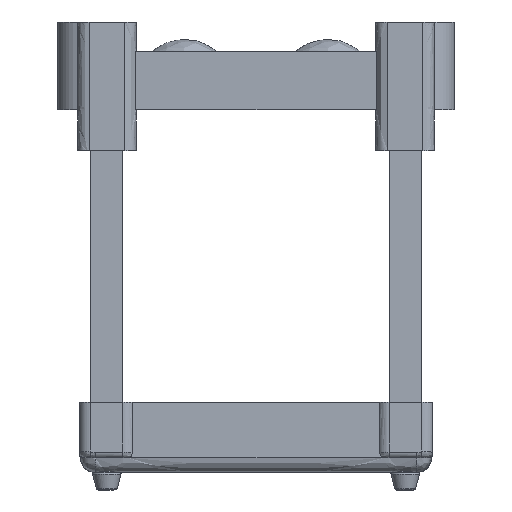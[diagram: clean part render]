
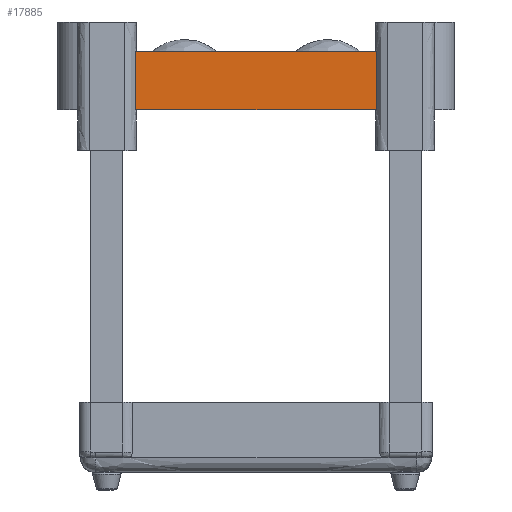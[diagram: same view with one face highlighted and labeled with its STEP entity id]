
A CAD part, left-side view. The second image highlights one B-rep face of the part: STEP entity #17885.
In plain terms, the highlighted free-form (B-spline) face has degree [1, 1] with [2, 2] control points.
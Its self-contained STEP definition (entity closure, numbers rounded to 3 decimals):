
#15789 = VERTEX_POINT('',#15790);
#15790 = CARTESIAN_POINT('',(-28.172,58.807,
    -102.718));
#15796 = EDGE_CURVE('',#15797,#15789,#15799,.T.);
#15797 = VERTEX_POINT('',#15798);
#15798 = CARTESIAN_POINT('',(-28.172,104.028,
    -102.718));
#15799 = B_SPLINE_CURVE_WITH_KNOTS('',1,(#15800,#15801),.UNSPECIFIED.,
  .F.,.F.,(2,2),(0.,41.127),.PIECEWISE_BEZIER_KNOTS.);
#15800 = CARTESIAN_POINT('',(-28.172,104.028,
    -102.718));
#15801 = CARTESIAN_POINT('',(-28.172,58.807,
    -102.718));
#17692 = VERTEX_POINT('',#17693);
#17693 = CARTESIAN_POINT('',(-28.172,58.807,
    -91.723));
#17699 = EDGE_CURVE('',#15789,#17692,#17700,.T.);
#17700 = B_SPLINE_CURVE_WITH_KNOTS('',1,(#17701,#17702),.UNSPECIFIED.,
  .F.,.F.,(2,2),(0.,10.),.PIECEWISE_BEZIER_KNOTS.);
#17701 = CARTESIAN_POINT('',(-28.172,58.807,
    -102.718));
#17702 = CARTESIAN_POINT('',(-28.172,58.807,
    -91.723));
#17733 = EDGE_CURVE('',#17734,#15797,#17736,.T.);
#17734 = VERTEX_POINT('',#17735);
#17735 = CARTESIAN_POINT('',(-28.172,104.028,
    -91.723));
#17736 = B_SPLINE_CURVE_WITH_KNOTS('',1,(#17737,#17738),.UNSPECIFIED.,
  .F.,.F.,(2,2),(0.,10.),.PIECEWISE_BEZIER_KNOTS.);
#17737 = CARTESIAN_POINT('',(-28.172,104.028,
    -91.723));
#17738 = CARTESIAN_POINT('',(-28.172,104.028,
    -102.718));
#17875 = EDGE_CURVE('',#17692,#17734,#17876,.T.);
#17876 = B_SPLINE_CURVE_WITH_KNOTS('',1,(#17877,#17878),.UNSPECIFIED.,
  .F.,.F.,(2,2),(0.,41.127),.PIECEWISE_BEZIER_KNOTS.);
#17877 = CARTESIAN_POINT('',(-28.172,58.807,
    -91.723));
#17878 = CARTESIAN_POINT('',(-28.172,104.028,
    -91.723));
#17885 = ADVANCED_FACE('',(#17886),#17892,.T.);
#17886 = FACE_BOUND('',#17887,.T.);
#17887 = EDGE_LOOP('',(#17888,#17889,#17890,#17891));
#17888 = ORIENTED_EDGE('',*,*,#17875,.T.);
#17889 = ORIENTED_EDGE('',*,*,#17733,.T.);
#17890 = ORIENTED_EDGE('',*,*,#15796,.T.);
#17891 = ORIENTED_EDGE('',*,*,#17699,.T.);
#17892 = B_SPLINE_SURFACE_WITH_KNOTS('',1,1,(
    (#17893,#17894)
    ,(#17895,#17896
    )),.UNSPECIFIED.,.F.,.F.,.F.,(2,2),(2,2),(13.436,
    54.564),(-1.,9.),.PIECEWISE_BEZIER_KNOTS.);
#17893 = CARTESIAN_POINT('',(-28.172,104.028,
    -102.718));
#17894 = CARTESIAN_POINT('',(-28.172,104.028,
    -91.723));
#17895 = CARTESIAN_POINT('',(-28.172,58.807,
    -102.718));
#17896 = CARTESIAN_POINT('',(-28.172,58.807,
    -91.723));
